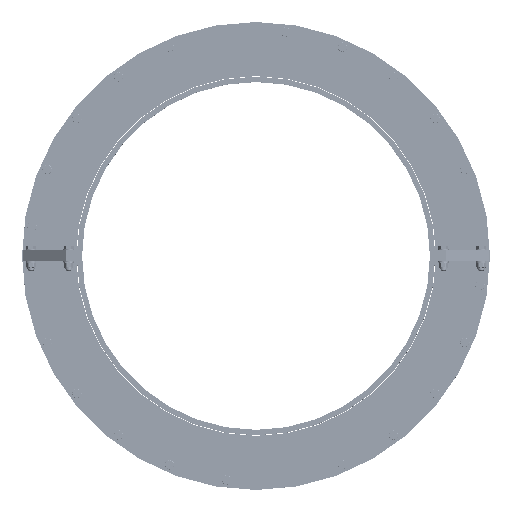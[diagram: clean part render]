
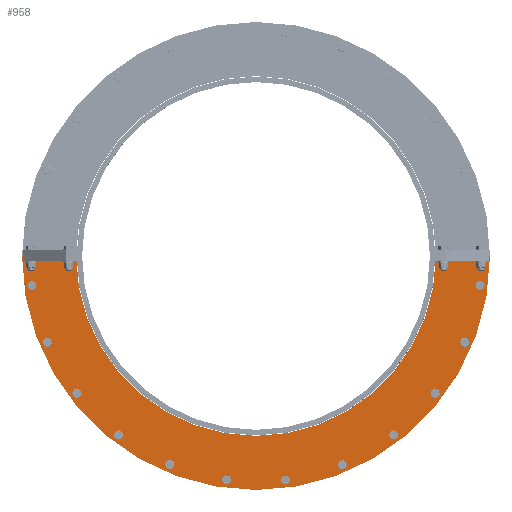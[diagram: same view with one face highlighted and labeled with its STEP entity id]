
A CAD part, top view. The second image highlights one B-rep face of the part: STEP entity #958.
In plain terms, the highlighted planar face has unit normal (0, 0, 1).
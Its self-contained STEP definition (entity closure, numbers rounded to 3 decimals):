
#404=CARTESIAN_POINT('',(434.5,0.2,10.0));
#405=VERTEX_POINT('',#404);
#414=CARTESIAN_POINT('',(334.,0.2,10.0));
#415=VERTEX_POINT('',#414);
#416=CARTESIAN_POINT('',(334.,0.2,10.0));
#417=DIRECTION('',(1.0,0.0,0.0));
#418=VECTOR('',#417,100.5);
#419=LINE('',#416,#418);
#420=EDGE_CURVE('',#415,#405,#419,.T.);
#446=CARTESIAN_POINT('',(-434.5,0.2,10.0));
#447=VERTEX_POINT('',#446);
#462=CARTESIAN_POINT('',(-334.,0.2,10.0));
#463=VERTEX_POINT('',#462);
#470=CARTESIAN_POINT('',(-434.5,0.2,10.0));
#471=DIRECTION('',(1.0,0.0,0.0));
#472=VECTOR('',#471,100.5);
#473=LINE('',#470,#472);
#474=EDGE_CURVE('',#447,#463,#473,.T.);
#643=CARTESIAN_POINT('',(0.0,0.0,10.0));
#644=DIRECTION('',(0.0,0.0,-1.0));
#645=DIRECTION('',(-1.0,0.0,0.0));
#646=AXIS2_PLACEMENT_3D('',#643,#644,#645);
#647=CIRCLE('',#646,334.0);
#648=EDGE_CURVE('',#463,#415,#647,.T.);
#661=CARTESIAN_POINT('',(60.793,414.294,10.0));
#662=VERTEX_POINT('',#661);
#663=CARTESIAN_POINT('',(54.756,415.911,10.0));
#664=DIRECTION('',(0.0,0.0,-1.0));
#665=DIRECTION('',(0.966,-0.259,0.0));
#666=AXIS2_PLACEMENT_3D('',#663,#664,#665);
#667=CIRCLE('',#666,6.25);
#668=EDGE_CURVE('',#662,#662,#667,.T.);
#681=CARTESIAN_POINT('',(165.948,384.442,10.0));
#682=VERTEX_POINT('',#681);
#683=CARTESIAN_POINT('',(160.536,387.567,10.0));
#684=DIRECTION('',(0.0,0.0,-1.0));
#685=DIRECTION('',(0.866,-0.5,0.0));
#686=AXIS2_PLACEMENT_3D('',#683,#684,#685);
#687=CIRCLE('',#686,6.25);
#688=EDGE_CURVE('',#682,#682,#687,.T.);
#701=CARTESIAN_POINT('',(259.795,328.392,10.0));
#702=VERTEX_POINT('',#701);
#703=CARTESIAN_POINT('',(255.375,332.812,10.0));
#704=DIRECTION('',(0.0,0.0,-1.0));
#705=DIRECTION('',(0.707,-0.707,0.0));
#706=AXIS2_PLACEMENT_3D('',#703,#704,#705);
#707=CIRCLE('',#706,6.25);
#708=EDGE_CURVE('',#702,#702,#707,.T.);
#721=CARTESIAN_POINT('',(335.937,249.963,10.0));
#722=VERTEX_POINT('',#721);
#723=CARTESIAN_POINT('',(332.812,255.375,10.0));
#724=DIRECTION('',(0.0,0.0,-1.0));
#725=DIRECTION('',(0.5,-0.866,0.0));
#726=AXIS2_PLACEMENT_3D('',#723,#724,#725);
#727=CIRCLE('',#726,6.25);
#728=EDGE_CURVE('',#722,#722,#727,.T.);
#741=CARTESIAN_POINT('',(389.185,154.499,10.0));
#742=VERTEX_POINT('',#741);
#743=CARTESIAN_POINT('',(387.567,160.536,10.0));
#744=DIRECTION('',(0.0,0.0,-1.0));
#745=DIRECTION('',(0.259,-0.966,0.0));
#746=AXIS2_PLACEMENT_3D('',#743,#744,#745);
#747=CIRCLE('',#746,6.25);
#748=EDGE_CURVE('',#742,#742,#747,.T.);
#761=CARTESIAN_POINT('',(415.911,48.506,10.0));
#762=VERTEX_POINT('',#761);
#763=CARTESIAN_POINT('',(415.911,54.756,10.0));
#764=DIRECTION('',(0.0,0.0,-1.0));
#765=DIRECTION('',(0.0,-1.0,0.0));
#766=AXIS2_PLACEMENT_3D('',#763,#764,#765);
#767=CIRCLE('',#766,6.25);
#768=EDGE_CURVE('',#762,#762,#767,.T.);
#781=CARTESIAN_POINT('',(-414.294,60.793,10.0));
#782=VERTEX_POINT('',#781);
#783=CARTESIAN_POINT('',(-415.911,54.756,10.0));
#784=DIRECTION('',(0.0,0.0,-1.0));
#785=DIRECTION('',(0.259,0.966,0.0));
#786=AXIS2_PLACEMENT_3D('',#783,#784,#785);
#787=CIRCLE('',#786,6.25);
#788=EDGE_CURVE('',#782,#782,#787,.T.);
#801=CARTESIAN_POINT('',(-384.442,165.948,10.0));
#802=VERTEX_POINT('',#801);
#803=CARTESIAN_POINT('',(-387.567,160.536,10.0));
#804=DIRECTION('',(0.0,0.0,-1.0));
#805=DIRECTION('',(0.5,0.866,0.0));
#806=AXIS2_PLACEMENT_3D('',#803,#804,#805);
#807=CIRCLE('',#806,6.25);
#808=EDGE_CURVE('',#802,#802,#807,.T.);
#821=CARTESIAN_POINT('',(-328.392,259.795,10.0));
#822=VERTEX_POINT('',#821);
#823=CARTESIAN_POINT('',(-332.812,255.375,10.0));
#824=DIRECTION('',(0.0,0.0,-1.0));
#825=DIRECTION('',(0.707,0.707,0.0));
#826=AXIS2_PLACEMENT_3D('',#823,#824,#825);
#827=CIRCLE('',#826,6.25);
#828=EDGE_CURVE('',#822,#822,#827,.T.);
#841=CARTESIAN_POINT('',(-249.963,335.937,10.0));
#842=VERTEX_POINT('',#841);
#843=CARTESIAN_POINT('',(-255.375,332.812,10.0));
#844=DIRECTION('',(0.0,0.0,-1.0));
#845=DIRECTION('',(0.866,0.5,0.0));
#846=AXIS2_PLACEMENT_3D('',#843,#844,#845);
#847=CIRCLE('',#846,6.25);
#848=EDGE_CURVE('',#842,#842,#847,.T.);
#861=CARTESIAN_POINT('',(-154.499,389.185,10.0));
#862=VERTEX_POINT('',#861);
#863=CARTESIAN_POINT('',(-160.536,387.567,10.0));
#864=DIRECTION('',(0.0,0.0,-1.0));
#865=DIRECTION('',(0.966,0.259,0.0));
#866=AXIS2_PLACEMENT_3D('',#863,#864,#865);
#867=CIRCLE('',#866,6.25);
#868=EDGE_CURVE('',#862,#862,#867,.T.);
#881=CARTESIAN_POINT('',(-48.506,415.911,10.0));
#882=VERTEX_POINT('',#881);
#883=CARTESIAN_POINT('',(-54.756,415.911,10.0));
#884=DIRECTION('',(0.0,0.0,-1.0));
#885=DIRECTION('',(1.0,0.0,0.0));
#886=AXIS2_PLACEMENT_3D('',#883,#884,#885);
#887=CIRCLE('',#886,6.25);
#888=EDGE_CURVE('',#882,#882,#887,.T.);
#899=CARTESIAN_POINT('',(0.0,0.0,10.0));
#900=DIRECTION('',(0.0,0.0,-1.0));
#901=DIRECTION('',(-1.0,0.0,0.0));
#902=AXIS2_PLACEMENT_3D('',#899,#900,#901);
#903=CIRCLE('',#902,434.5);
#904=EDGE_CURVE('',#447,#405,#903,.T.);
#911=CARTESIAN_POINT('',(0.0,0.0,10.0));
#912=DIRECTION('',(0.0,0.0,-1.0));
#913=DIRECTION('',(-1.0,0.0,0.0));
#914=AXIS2_PLACEMENT_3D('',#911,#912,#913);
#915=PLANE('',#914);
#916=ORIENTED_EDGE('',*,*,#474,.T.);
#917=ORIENTED_EDGE('',*,*,#648,.T.);
#918=ORIENTED_EDGE('',*,*,#420,.T.);
#919=ORIENTED_EDGE('',*,*,#904,.F.);
#920=EDGE_LOOP('',(#916,#917,#918,#919));
#921=FACE_OUTER_BOUND('',#920,.T.);
#922=ORIENTED_EDGE('',*,*,#668,.T.);
#923=EDGE_LOOP('',(#922));
#924=FACE_BOUND('',#923,.T.);
#925=ORIENTED_EDGE('',*,*,#688,.T.);
#926=EDGE_LOOP('',(#925));
#927=FACE_BOUND('',#926,.T.);
#928=ORIENTED_EDGE('',*,*,#708,.T.);
#929=EDGE_LOOP('',(#928));
#930=FACE_BOUND('',#929,.T.);
#931=ORIENTED_EDGE('',*,*,#728,.T.);
#932=EDGE_LOOP('',(#931));
#933=FACE_BOUND('',#932,.T.);
#934=ORIENTED_EDGE('',*,*,#748,.T.);
#935=EDGE_LOOP('',(#934));
#936=FACE_BOUND('',#935,.T.);
#937=ORIENTED_EDGE('',*,*,#768,.T.);
#938=EDGE_LOOP('',(#937));
#939=FACE_BOUND('',#938,.T.);
#940=ORIENTED_EDGE('',*,*,#788,.T.);
#941=EDGE_LOOP('',(#940));
#942=FACE_BOUND('',#941,.T.);
#943=ORIENTED_EDGE('',*,*,#808,.T.);
#944=EDGE_LOOP('',(#943));
#945=FACE_BOUND('',#944,.T.);
#946=ORIENTED_EDGE('',*,*,#828,.T.);
#947=EDGE_LOOP('',(#946));
#948=FACE_BOUND('',#947,.T.);
#949=ORIENTED_EDGE('',*,*,#848,.T.);
#950=EDGE_LOOP('',(#949));
#951=FACE_BOUND('',#950,.T.);
#952=ORIENTED_EDGE('',*,*,#868,.T.);
#953=EDGE_LOOP('',(#952));
#954=FACE_BOUND('',#953,.T.);
#955=ORIENTED_EDGE('',*,*,#888,.T.);
#956=EDGE_LOOP('',(#955));
#957=FACE_BOUND('',#956,.T.);
#958=ADVANCED_FACE('',(#921,#924,#927,#930,#933,#936,#939,#942,#945,#948,#951,#954,#957),#915,.F.);
